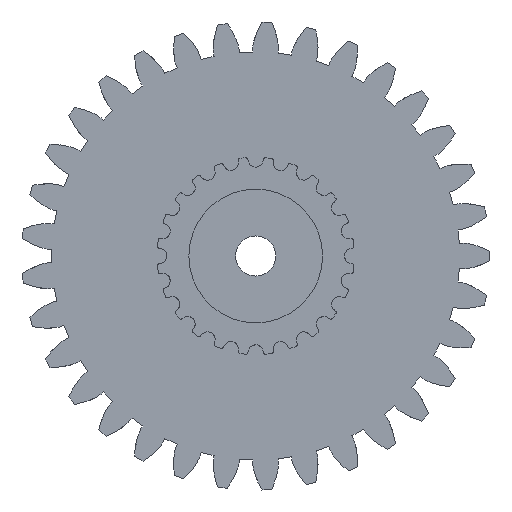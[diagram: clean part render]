
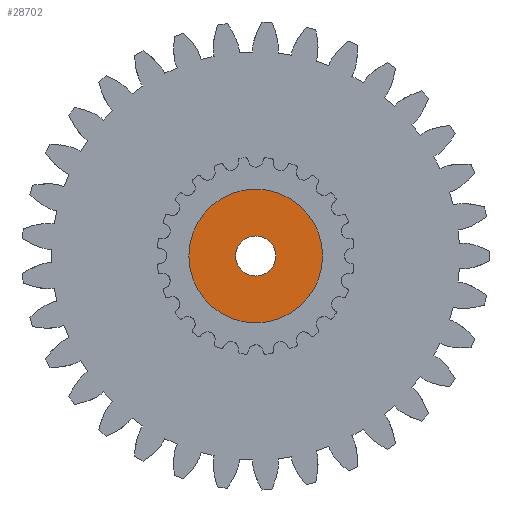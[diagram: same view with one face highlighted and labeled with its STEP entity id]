
A CAD part, front view. The second image highlights one B-rep face of the part: STEP entity #28702.
In plain terms, the highlighted planar face has unit normal (0, -1, 0).
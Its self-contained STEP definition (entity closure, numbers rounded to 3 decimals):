
#28404 = CYLINDRICAL_SURFACE('',#28405,1.5);
#28405 = AXIS2_PLACEMENT_3D('',#28406,#28407,#28408);
#28406 = CARTESIAN_POINT('',(7.9,-35.,-126.05));
#28407 = DIRECTION('',(0.,1.,0.));
#28408 = DIRECTION('',(1.,0.,0.));
#28582 = CYLINDRICAL_SURFACE('',#28583,5.);
#28583 = AXIS2_PLACEMENT_3D('',#28584,#28585,#28586);
#28584 = CARTESIAN_POINT('',(7.9,-57.,-126.05));
#28585 = DIRECTION('',(0.,-1.,0.));
#28586 = DIRECTION('',(1.,0.,0.));
#28599 = VERTEX_POINT('',#28600);
#28600 = CARTESIAN_POINT('',(9.4,-52.,-126.05));
#28621 = EDGE_CURVE('',#28599,#28599,#28622,.T.);
#28622 = SURFACE_CURVE('',#28623,(#28628,#28635),.PCURVE_S1.);
#28623 = CIRCLE('',#28624,1.5);
#28624 = AXIS2_PLACEMENT_3D('',#28625,#28626,#28627);
#28625 = CARTESIAN_POINT('',(7.9,-52.,-126.05));
#28626 = DIRECTION('',(-0.,1.,0.));
#28627 = DIRECTION('',(1.,0.,0.));
#28628 = PCURVE('',#28404,#28629);
#28629 = DEFINITIONAL_REPRESENTATION('',(#28630),#28634);
#28630 = LINE('',#28631,#28632);
#28631 = CARTESIAN_POINT('',(0.,-17.));
#28632 = VECTOR('',#28633,1.);
#28633 = DIRECTION('',(1.,0.));
#28634 = ( GEOMETRIC_REPRESENTATION_CONTEXT(2) 
PARAMETRIC_REPRESENTATION_CONTEXT() REPRESENTATION_CONTEXT('2D SPACE',''
  ) );
#28635 = PCURVE('',#28636,#28641);
#28636 = PLANE('',#28637);
#28637 = AXIS2_PLACEMENT_3D('',#28638,#28639,#28640);
#28638 = CARTESIAN_POINT('',(7.9,-52.,-126.05));
#28639 = DIRECTION('',(0.,-1.,0.));
#28640 = DIRECTION('',(0.,0.,1.));
#28641 = DEFINITIONAL_REPRESENTATION('',(#28642),#28650);
#28642 = ( BOUNDED_CURVE() B_SPLINE_CURVE(2,(#28643,#28644,#28645,#28646
    ,#28647,#28648,#28649),.UNSPECIFIED.,.T.,.F.) 
B_SPLINE_CURVE_WITH_KNOTS((1,2,2,2,2,1),(-2.094,0.,
    2.094,4.189,6.283,8.378),
.UNSPECIFIED.) CURVE() GEOMETRIC_REPRESENTATION_ITEM() 
RATIONAL_B_SPLINE_CURVE((1.,0.5,1.,0.5,1.,0.5,1.)) REPRESENTATION_ITEM(
  '') );
#28643 = CARTESIAN_POINT('',(0.,-1.5));
#28644 = CARTESIAN_POINT('',(-2.598,-1.5));
#28645 = CARTESIAN_POINT('',(-1.299,0.75));
#28646 = CARTESIAN_POINT('',(0.,3.));
#28647 = CARTESIAN_POINT('',(1.299,0.75));
#28648 = CARTESIAN_POINT('',(2.598,-1.5));
#28649 = CARTESIAN_POINT('',(0.,-1.5));
#28650 = ( GEOMETRIC_REPRESENTATION_CONTEXT(2) 
PARAMETRIC_REPRESENTATION_CONTEXT() REPRESENTATION_CONTEXT('2D SPACE',''
  ) );
#28657 = VERTEX_POINT('',#28658);
#28658 = CARTESIAN_POINT('',(12.9,-52.,-126.05));
#28679 = EDGE_CURVE('',#28657,#28657,#28680,.T.);
#28680 = SURFACE_CURVE('',#28681,(#28686,#28693),.PCURVE_S1.);
#28681 = CIRCLE('',#28682,5.);
#28682 = AXIS2_PLACEMENT_3D('',#28683,#28684,#28685);
#28683 = CARTESIAN_POINT('',(7.9,-52.,-126.05));
#28684 = DIRECTION('',(0.,-1.,0.));
#28685 = DIRECTION('',(1.,0.,0.));
#28686 = PCURVE('',#28582,#28687);
#28687 = DEFINITIONAL_REPRESENTATION('',(#28688),#28692);
#28688 = LINE('',#28689,#28690);
#28689 = CARTESIAN_POINT('',(0.,-5.));
#28690 = VECTOR('',#28691,1.);
#28691 = DIRECTION('',(1.,0.));
#28692 = ( GEOMETRIC_REPRESENTATION_CONTEXT(2) 
PARAMETRIC_REPRESENTATION_CONTEXT() REPRESENTATION_CONTEXT('2D SPACE',''
  ) );
#28693 = PCURVE('',#28636,#28694);
#28694 = DEFINITIONAL_REPRESENTATION('',(#28695),#28699);
#28695 = CIRCLE('',#28696,5.);
#28696 = AXIS2_PLACEMENT_2D('',#28697,#28698);
#28697 = CARTESIAN_POINT('',(0.,0.));
#28698 = DIRECTION('',(0.,-1.));
#28699 = ( GEOMETRIC_REPRESENTATION_CONTEXT(2) 
PARAMETRIC_REPRESENTATION_CONTEXT() REPRESENTATION_CONTEXT('2D SPACE',''
  ) );
#28702 = ADVANCED_FACE('',(#28703,#28706),#28636,.T.);
#28703 = FACE_BOUND('',#28704,.T.);
#28704 = EDGE_LOOP('',(#28705));
#28705 = ORIENTED_EDGE('',*,*,#28679,.T.);
#28706 = FACE_BOUND('',#28707,.T.);
#28707 = EDGE_LOOP('',(#28708));
#28708 = ORIENTED_EDGE('',*,*,#28621,.T.);
